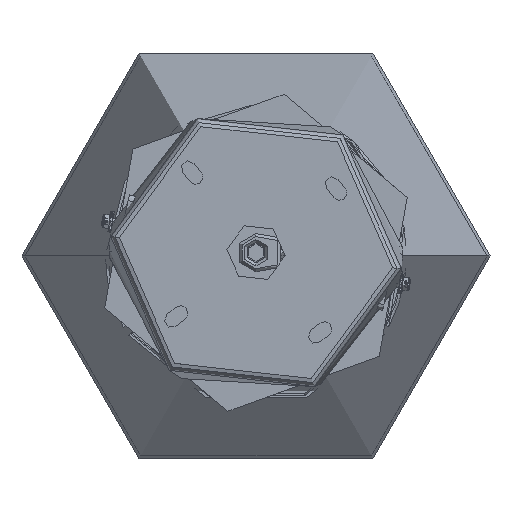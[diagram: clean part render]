
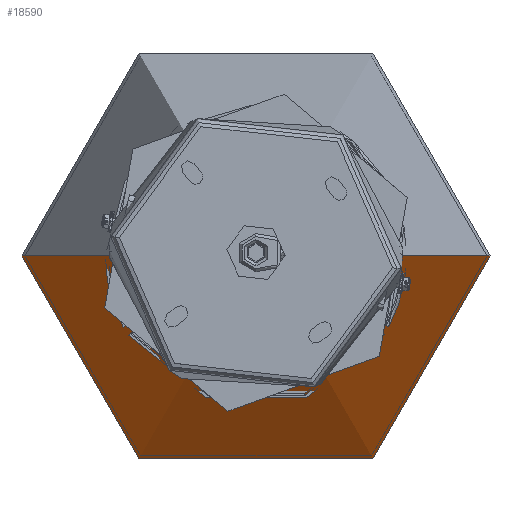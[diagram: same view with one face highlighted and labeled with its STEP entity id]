
A CAD part, top view. The second image highlights one B-rep face of the part: STEP entity #18590.
In plain terms, the highlighted conical face has half-angle 25 degrees and reference radius 80 mm.
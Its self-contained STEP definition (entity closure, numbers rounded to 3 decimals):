
#79 = VERTEX_POINT ( 'NONE', #3911 ) ;
#362 = VERTEX_POINT ( 'NONE', #4294 ) ;
#2564 = EDGE_CURVE ( 'NONE', #362, #5744, #7697, .T. ) ;
#3047 = VECTOR ( 'NONE', #11755, 1000. ) ;
#3911 = CARTESIAN_POINT ( 'NONE',  ( -80., 0., 0. ) ) ;
#4294 = CARTESIAN_POINT ( 'NONE',  ( 10.862, 0., 148.268 ) ) ;
#4557 = AXIS2_PLACEMENT_3D ( 'NONE', #5581, #7533, #9033 ) ;
#5139 = DIRECTION ( 'NONE',  ( 0.423, 0., -0.906 ) ) ;
#5176 = DIRECTION ( 'NONE',  ( 0., 0., -1. ) ) ;
#5219 = CARTESIAN_POINT ( 'NONE',  ( -10.862, 0., 148.268 ) ) ;
#5581 = CARTESIAN_POINT ( 'NONE',  ( 0., 0., 0. ) ) ;
#5709 = EDGE_CURVE ( 'NONE', #362, #20708, #6472, .T. ) ;
#5744 = VERTEX_POINT ( 'NONE', #5219 ) ;
#6472 = LINE ( 'NONE', #13816, #13625 ) ;
#7208 = AXIS2_PLACEMENT_3D ( 'NONE', #7629, #14624, #9325 ) ;
#7533 = DIRECTION ( 'NONE',  ( 0., 0., 1. ) ) ;
#7629 = CARTESIAN_POINT ( 'NONE',  ( 0., 0., 0. ) ) ;
#7697 = CIRCLE ( 'NONE', #8124, 10.862 ) ;
#7860 = CARTESIAN_POINT ( 'NONE',  ( 80., 0., 0. ) ) ;
#8124 = AXIS2_PLACEMENT_3D ( 'NONE', #22120, #5176, #11859 ) ;
#8154 = LINE ( 'NONE', #16675, #3047 ) ;
#8924 = ORIENTED_EDGE ( 'NONE', *, *, #19788, .T. ) ;
#9033 = DIRECTION ( 'NONE',  ( 1., 0., 0. ) ) ;
#9325 = DIRECTION ( 'NONE',  ( 1., 0., 0. ) ) ;
#9600 = ORIENTED_EDGE ( 'NONE', *, *, #5709, .F. ) ;
#10302 = CONICAL_SURFACE ( 'NONE', #7208, 80., 0.436 ) ;
#10390 = EDGE_CURVE ( 'NONE', #79, #20708, #21230, .T. ) ;
#10901 = ORIENTED_EDGE ( 'NONE', *, *, #10390, .T. ) ;
#11196 = EDGE_LOOP ( 'NONE', ( #17114, #8924, #10901, #9600 ) ) ;
#11755 = DIRECTION ( 'NONE',  ( -0.423, 0., -0.906 ) ) ;
#11859 = DIRECTION ( 'NONE',  ( -1., 0., 0. ) ) ;
#12688 = FACE_OUTER_BOUND ( 'NONE', #11196, .T. ) ;
#13625 = VECTOR ( 'NONE', #5139, 1000. ) ;
#13816 = CARTESIAN_POINT ( 'NONE',  ( 80., 0., 0. ) ) ;
#14624 = DIRECTION ( 'NONE',  ( 0., 0., -1. ) ) ;
#16675 = CARTESIAN_POINT ( 'NONE',  ( -80., 0., 0. ) ) ;
#17114 = ORIENTED_EDGE ( 'NONE', *, *, #2564, .T. ) ;
#18590 = ADVANCED_FACE ( 'NONE', ( #12688 ), #10302, .T. ) ;
#19788 = EDGE_CURVE ( 'NONE', #5744, #79, #8154, .T. ) ;
#20708 = VERTEX_POINT ( 'NONE', #7860 ) ;
#21230 = CIRCLE ( 'NONE', #4557, 80. ) ;
#22120 = CARTESIAN_POINT ( 'NONE',  ( 0., 0., 148.268 ) ) ;
